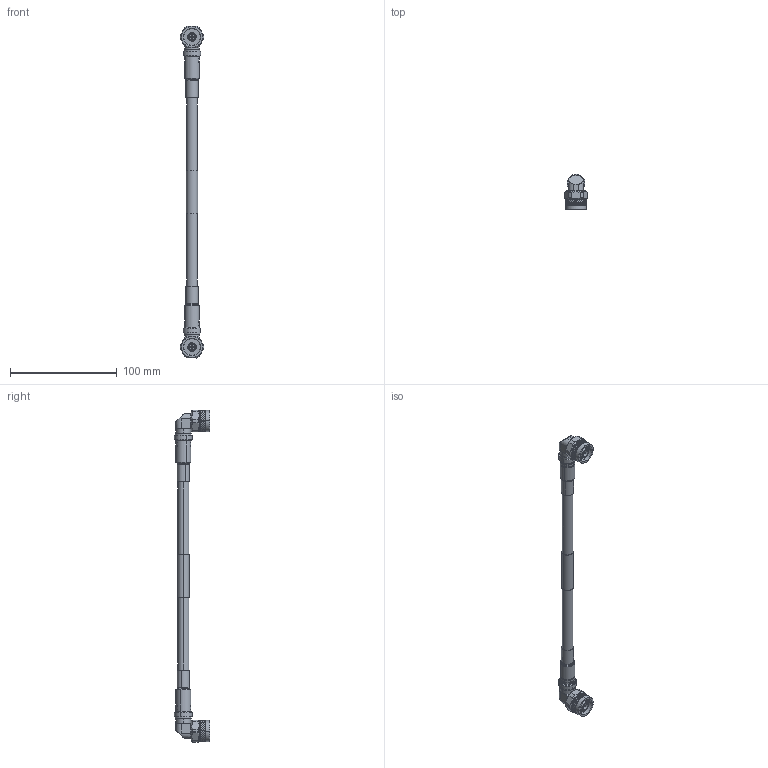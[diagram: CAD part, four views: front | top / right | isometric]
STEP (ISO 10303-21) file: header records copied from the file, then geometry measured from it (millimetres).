
FILE_DESCRIPTION (( 'STEP AP214' ), '1' );
FILE_NAME ('FMC00156_3D.step', '2024-01-19T19:45:54', ( '' ), ( '' ), 'SwSTEP 2.0', 'SolidWorks 2022', '' );
FILE_SCHEMA (( 'AUTOMOTIVE_DESIGN' ));
Length unit declared in the file: inch
Products named in the file (5): Copy of Cable_LMR-400-DB_240177^FMC00156_WITH LABEL; Copy (2) of EZ-400-NMH-RA-X_MOD^FMC00156; FMC00156_3D; Copy of EZ-400-NMH-RA-X_MOD^FMC00156; Heatshrink_LMR-400-2_240177
Assembly tree (5 placements, depth 2):
  FMC00156_3D
    Copy of Cable_LMR-400-DB_240177^FMC00156_WITH LABEL
    Copy of EZ-400-NMH-RA-X_MOD^FMC00156
    Copy (2) of EZ-400-NMH-RA-X_MOD^FMC00156
    Heatshrink_LMR-400-2_240177  x2
Bounding box: 22 x 32.97 x 311.27 mm (x, y, z)
Volume: 48265.2 mm3; surface area: 22726.4 mm2
Topology: 5 solids, 9 shells, 1990 faces, 5390 edges, 3454 vertices
Faces by surface type: bspline 960, cylinder 638, cone 266, plane 92, torus 34
Entity records: 106062 total; most frequent: CARTESIAN_POINT 69456, ORIENTED_EDGE 10692, EDGE_CURVE 5346, DIRECTION 4164, VERTEX_POINT 3434, B_SPLINE_CURVE_WITH_KNOTS 2140, EDGE_LOOP 2012, FACE_OUTER_BOUND 1970
